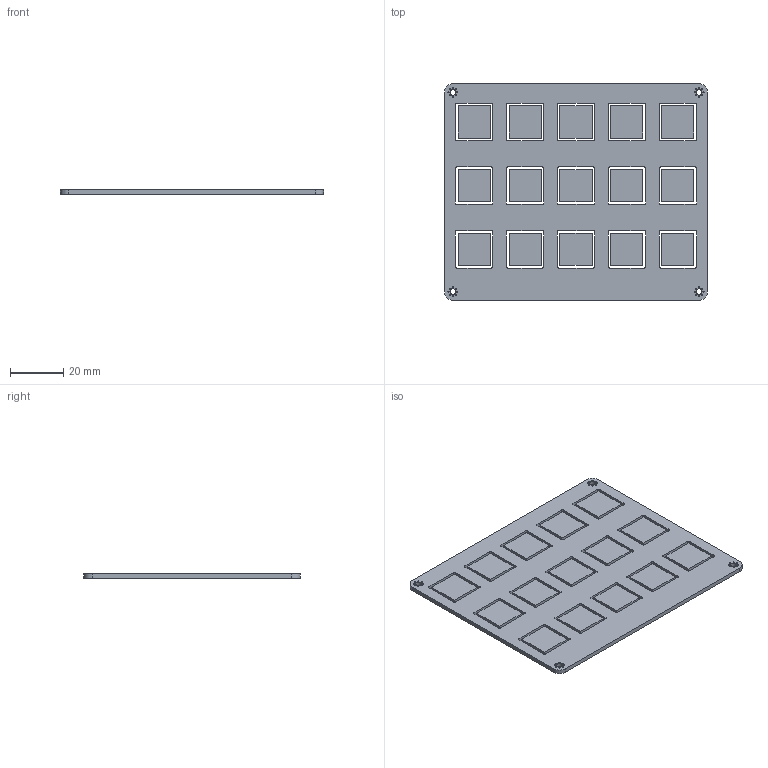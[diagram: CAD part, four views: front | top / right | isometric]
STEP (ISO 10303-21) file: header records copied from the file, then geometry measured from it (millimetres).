
FILE_DESCRIPTION(('KiCad electronic assembly'),'2;1');
FILE_NAME('Summit Top.step','2019-04-26T21:43:14',('An Author'),( 'A Company'),'Open CASCADE STEP processor 6.9', 'KiCad to STEP converter','Unknown');
FILE_SCHEMA(('AUTOMOTIVE_DESIGN { 1 0 10303 214 1 1 1 1 }'));
Length unit declared in the file: millimetre
Products named in the file (2): Open CASCADE STEP translator 6.9 1; COMPOUND
Assembly tree (1 placements, depth 2):
  Open CASCADE STEP translator 6.9 1
    COMPOUND
Bounding box: 98.42 x 80.96 x 1.6 mm (x, y, z)
Volume: 11462.5 mm3; surface area: 17477.4 mm2
Topology: 16 solids, 16 shells, 256 faces, 672 edges, 448 vertices
Faces by surface type: plane 156, cylinder 100
Full cylindrical faces by diameter (mm): 0.4 x32, 2.2 x4
Entity records: 16843 total; most frequent: CARTESIAN_POINT 2962, DIRECTION 2492, LINE 1376, VECTOR 1376, ORIENTED_EDGE 1344, PCURVE 1344, DEFINITIONAL_REPRESENTATION 1344, EDGE_CURVE 672
